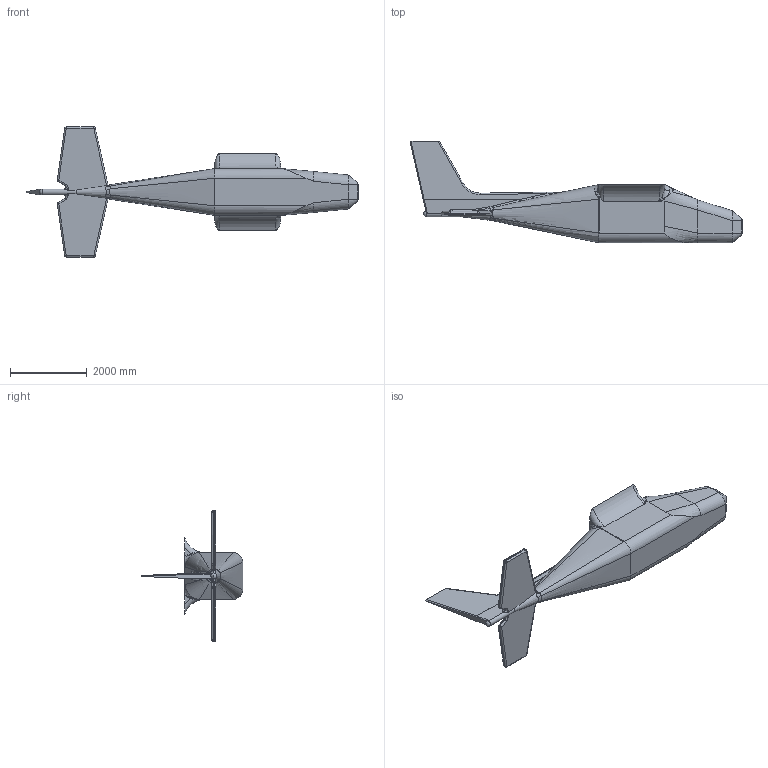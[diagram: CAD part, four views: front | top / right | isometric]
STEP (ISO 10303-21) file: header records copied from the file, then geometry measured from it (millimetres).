
FILE_DESCRIPTION(/* description */ (''),/* implementation_level */ '2;1');
FILE_NAME(/* name */ 'Body.stp',/* time_stamp */ '2021-11-27T14:45:09-06:00',/* author */ ('PC'),/* organization */ (''),/* preprocessor_version */ 'ST-DEVELOPER v18.1',/* originating_system */ 'Autodesk Inventor 2021',/* authorisation */ '');
FILE_SCHEMA (('AUTOMOTIVE_DESIGN { 1 0 10303 214 3 1 1 }'));
Length unit declared in the file: millimetre
Products named in the file (1): Body
Bounding box: 8674.61 x 2655.32 x 3403.6 mm (x, y, z)
Volume: 8397061728.2 mm3; surface area: 41197121.3 mm2
Topology: 1 solids, 1 shells, 220 faces, 548 edges, 327 vertices
Faces by surface type: bspline 108, cylinder 51, plane 45, sphere 7, torus 6, cone 3
Full cylindrical faces by diameter (mm): 25.4 x1
Entity records: 15209 total; most frequent: CARTESIAN_POINT 10651, ORIENTED_EDGE 1068, DIRECTION 726, EDGE_CURVE 534, VERTEX_POINT 317, AXIS2_PLACEMENT_3D 286, EDGE_LOOP 221, FACE_OUTER_BOUND 220
